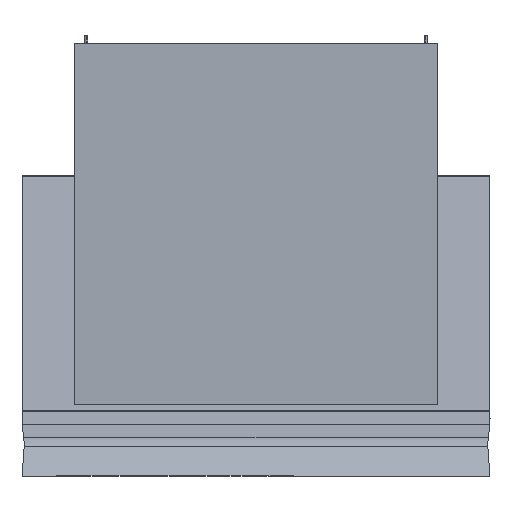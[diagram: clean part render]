
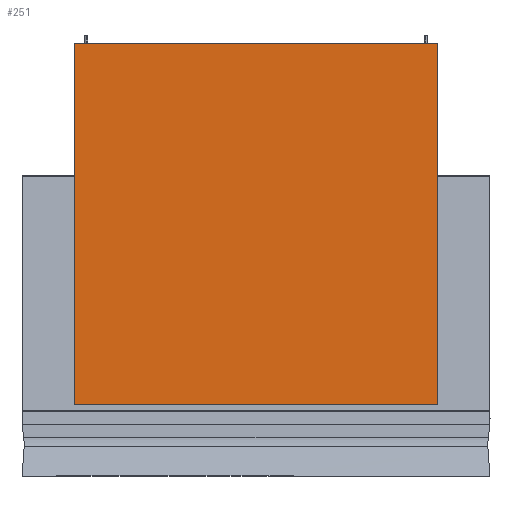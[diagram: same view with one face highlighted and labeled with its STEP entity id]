
A CAD part, top view. The second image highlights one B-rep face of the part: STEP entity #251.
In plain terms, the highlighted planar face has unit normal (0, 0, 1).
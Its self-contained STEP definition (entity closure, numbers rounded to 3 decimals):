
#93 = VERTEX_POINT ( 'NONE', #855 ) ;
#98 = VERTEX_POINT ( 'NONE', #849 ) ;
#100 = EDGE_CURVE ( 'NONE', #98, #93, #848, .T. ) ;
#143 = VERTEX_POINT ( 'NONE', #976 ) ;
#145 = EDGE_CURVE ( 'NONE', #147, #143, #975, .T. ) ;
#147 = VERTEX_POINT ( 'NONE', #971 ) ;
#199 = EDGE_CURVE ( 'NONE', #93, #147, #1054, .T. ) ;
#249 = EDGE_CURVE ( 'NONE', #98, #143, #1141, .T. ) ;
#251 = ADVANCED_FACE ( 'NONE', ( #1137 ), #1136, .F. ) ;
#252 = EDGE_LOOP ( 'NONE', ( #253, #254, #255, #256 ) ) ;
#253 = ORIENTED_EDGE ( 'NONE', *, *, #249, .T. ) ;
#254 = ORIENTED_EDGE ( 'NONE', *, *, #145, .F. ) ;
#255 = ORIENTED_EDGE ( 'NONE', *, *, #199, .F. ) ;
#256 = ORIENTED_EDGE ( 'NONE', *, *, #100, .F. ) ;
#845 = DIRECTION ( 'NONE',  ( 1., 0., 0. ) ) ;
#846 = VECTOR ( 'NONE', #845, 1000. ) ;
#847 = CARTESIAN_POINT ( 'NONE',  ( 347.5, 290., 695. ) ) ;
#848 = LINE ( 'NONE', #847, #846 ) ;
#849 = CARTESIAN_POINT ( 'NONE',  ( -347.5, 290., 695. ) ) ;
#855 = CARTESIAN_POINT ( 'NONE',  ( 347.5, 290., 695. ) ) ;
#971 = CARTESIAN_POINT ( 'NONE',  ( 347.5, -401.258, 695. ) ) ;
#972 = DIRECTION ( 'NONE',  ( -1., 0., 0. ) ) ;
#973 = VECTOR ( 'NONE', #972, 1000. ) ;
#974 = CARTESIAN_POINT ( 'NONE',  ( 347.5, -401.258, 695. ) ) ;
#975 = LINE ( 'NONE', #974, #973 ) ;
#976 = CARTESIAN_POINT ( 'NONE',  ( -347.5, -401.258, 695. ) ) ;
#1048 = DIRECTION ( 'NONE',  ( 0., -1., 0. ) ) ;
#1049 = VECTOR ( 'NONE', #1048, 1000. ) ;
#1050 = CARTESIAN_POINT ( 'NONE',  ( 347.5, 290., 695. ) ) ;
#1054 = LINE ( 'NONE', #1050, #1049 ) ;
#1135 = AXIS2_PLACEMENT_3D ( 'NONE', #1199, #1198, #1197 ) ;
#1136 = PLANE ( 'NONE',  #1135 ) ;
#1137 = FACE_OUTER_BOUND ( 'NONE', #252, .T. ) ;
#1138 = DIRECTION ( 'NONE',  ( 0., -1., 0. ) ) ;
#1139 = VECTOR ( 'NONE', #1138, 1000. ) ;
#1140 = CARTESIAN_POINT ( 'NONE',  ( -347.5, 290., 695. ) ) ;
#1141 = LINE ( 'NONE', #1140, #1139 ) ;
#1197 = DIRECTION ( 'NONE',  ( -1., 0., 0. ) ) ;
#1198 = DIRECTION ( 'NONE',  ( 0., 0., -1. ) ) ;
#1199 = CARTESIAN_POINT ( 'NONE',  ( 347.5, 290., 695. ) ) ;
